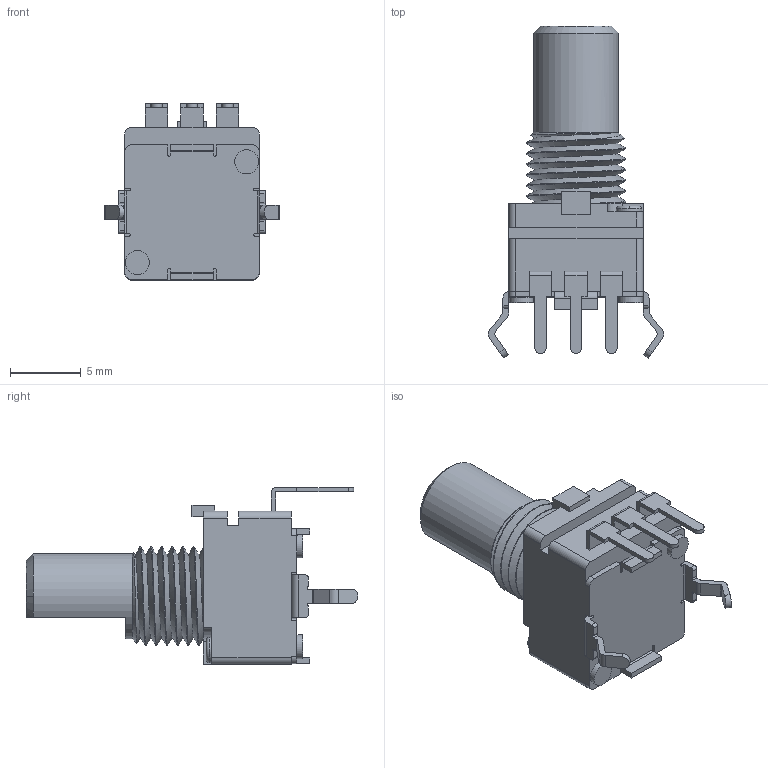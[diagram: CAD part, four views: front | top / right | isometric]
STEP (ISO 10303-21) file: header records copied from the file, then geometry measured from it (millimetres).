
FILE_DESCRIPTION(('FreeCAD Model'),'2;1');
FILE_NAME('Open CASCADE Shape Model','2025-10-20T19:24:37',('FreeCAD'),( 'FreeCAD'),'Open CASCADE STEP processor 7.7','FreeCAD','Unknown');
FILE_SCHEMA(('AUTOMOTIVE_DESIGN { 1 0 10303 214 1 1 1 1 }'));
Length unit declared in the file: millimetre
Products named in the file (1): Open CASCADE STEP translator 7.7 1
Bounding box: 12.35 x 23.4 x 12.45 mm (x, y, z)
Volume: 931.9 mm3; surface area: 1212.6 mm2
Topology: 1 solids, 2 shells, 198 faces, 599 edges, 414 vertices
Faces by surface type: plane 118, cylinder 64, torus 8, cone 6, bspline 2
Full cylindrical faces by diameter (mm): 1 x4, 1.7 x2, 1.8 x2, 3.96 x1, 4 x1, 6 x1
Entity records: 7692 total; most frequent: CARTESIAN_POINT 2195, ORIENTED_EDGE 1198, DIRECTION 1142, EDGE_CURVE 599, VERTEX_POINT 414, AXIS2_PLACEMENT_3D 394, LINE 354, VECTOR 354
